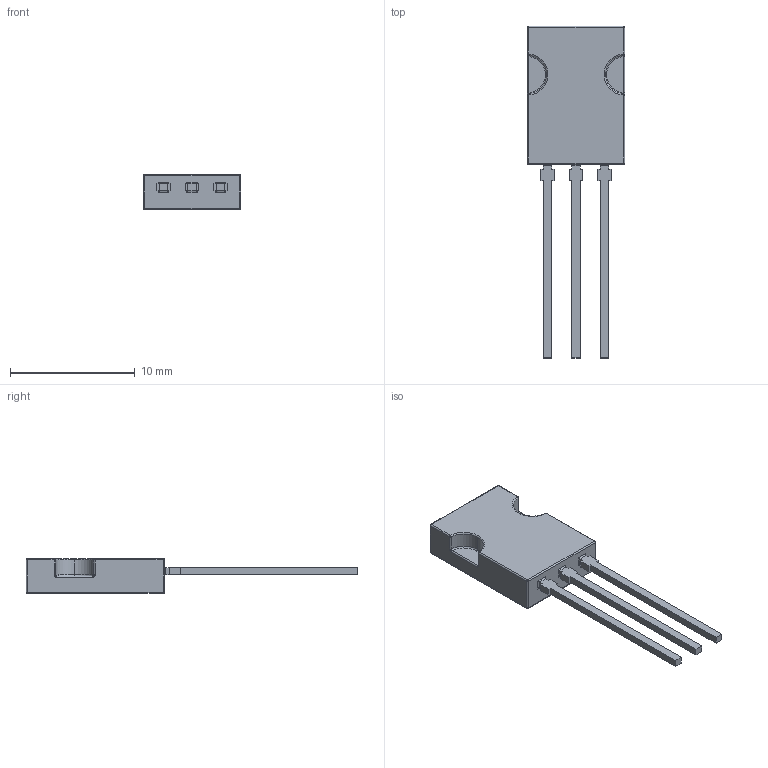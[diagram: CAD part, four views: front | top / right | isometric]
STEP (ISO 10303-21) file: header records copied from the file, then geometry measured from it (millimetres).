
FILE_DESCRIPTION (( 'STEP AP214' ), '1' );
FILE_NAME ('3D89F135-F781-456E-A858-099E748FD52A.STEP', '2008-06-01T14:20:18', ( 'sysAdmin' ), ( 'SolidWorks' ), 'SwSTEP 2.0', 'SolidWorks 2008', '' );
FILE_SCHEMA (( 'AUTOMOTIVE_DESIGN' ));
Length unit declared in the file: millimetre
Products named in the file (1): 3D89F135-F781-456E-A858-099E748FD52A
Bounding box: 7.8 x 26.64 x 2.8 mm (x, y, z)
Volume: 244.8 mm3; surface area: 400.9 mm2
Topology: 1 solids, 1 shells, 122 faces, 299 edges, 175 vertices
Faces by surface type: plane 60, cylinder 39, sphere 12, torus 7, bspline 4
Entity records: 4477 total; most frequent: CARTESIAN_POINT 749, ORIENTED_EDGE 582, DIRECTION 579, EDGE_CURVE 291, VECTOR 201, LINE 201, AXIS2_PLACEMENT_3D 189, VERTEX_POINT 175
